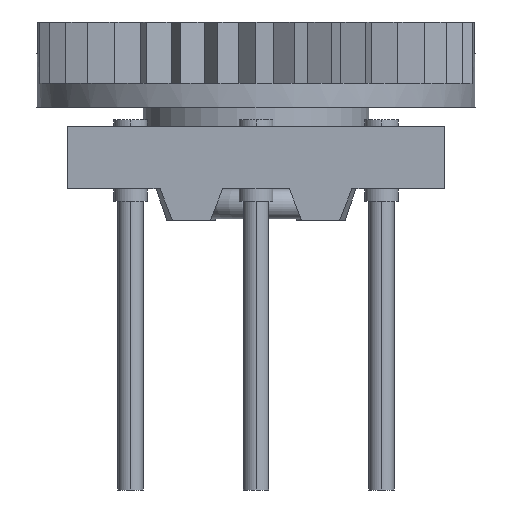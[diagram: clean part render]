
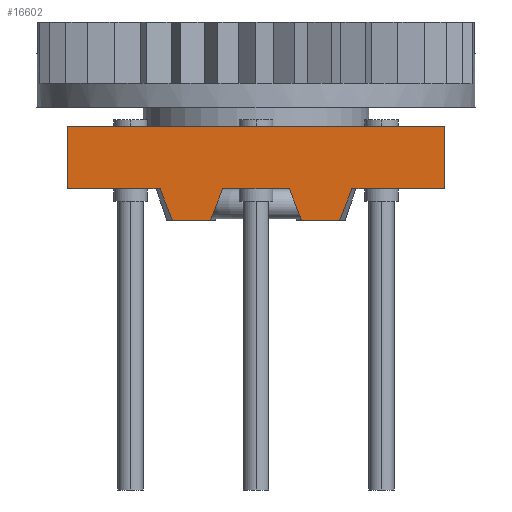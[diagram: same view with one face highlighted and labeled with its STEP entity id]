
A CAD part, front view. The second image highlights one B-rep face of the part: STEP entity #16602.
In plain terms, the highlighted planar face has unit normal (0, -1, 0).
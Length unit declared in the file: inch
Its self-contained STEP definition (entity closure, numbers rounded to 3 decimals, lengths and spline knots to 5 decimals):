
#4765=DIRECTION('',(1.,0.,0.));
#4766=VECTOR('',#4765,0.3);
#4767=CARTESIAN_POINT('',(-0.15,-0.2,0.11));
#4768=LINE('',#4767,#4766);
#5191=DIRECTION('',(1.,0.,0.));
#5192=VECTOR('',#5191,0.0735);
#5193=CARTESIAN_POINT('',(-0.15,-0.2,0.06));
#5194=LINE('',#5193,#5192);
#5220=DIRECTION('',(1.,0.,0.));
#5221=VECTOR('',#5220,0.053);
#5222=CARTESIAN_POINT('',(-0.0265,-0.2,0.06));
#5223=LINE('',#5222,#5221);
#5249=DIRECTION('',(1.,0.,0.));
#5250=VECTOR('',#5249,0.0735);
#5251=CARTESIAN_POINT('',(0.0765,-0.2,0.06));
#5252=LINE('',#5251,#5250);
#5348=DIRECTION('',(0.,0.,1.));
#5349=VECTOR('',#5348,0.05);
#5350=CARTESIAN_POINT('',(0.15,-0.2,0.06));
#5351=LINE('',#5350,#5349);
#5355=DIRECTION('',(0.371,0.,-0.928));
#5356=VECTOR('',#5355,0.02693);
#5357=CARTESIAN_POINT('',(-0.0765,-0.2,0.06));
#5358=LINE('',#5357,#5356);
#5362=DIRECTION('',(0.,0.,1.));
#5363=VECTOR('',#5362,0.05);
#5364=CARTESIAN_POINT('',(-0.15,-0.2,0.06));
#5365=LINE('',#5364,#5363);
#5369=DIRECTION('',(-0.371,0.,-0.928));
#5370=VECTOR('',#5369,0.02693);
#5371=CARTESIAN_POINT('',(0.0765,-0.2,0.06));
#5372=LINE('',#5371,#5370);
#5376=DIRECTION('',(-0.371,0.,-0.928));
#5377=VECTOR('',#5376,0.02693);
#5378=CARTESIAN_POINT('',(-0.0265,-0.2,0.06));
#5379=LINE('',#5378,#5377);
#5397=DIRECTION('',(1.,0.,0.));
#5398=VECTOR('',#5397,0.03);
#5399=CARTESIAN_POINT('',(-0.0665,-0.2,0.035));
#5400=LINE('',#5399,#5398);
#5440=DIRECTION('',(0.371,0.,-0.928));
#5441=VECTOR('',#5440,0.02693);
#5442=CARTESIAN_POINT('',(0.0265,-0.2,0.06));
#5443=LINE('',#5442,#5441);
#5447=DIRECTION('',(-1.,0.,0.));
#5448=VECTOR('',#5447,0.03);
#5449=CARTESIAN_POINT('',(0.0665,-0.2,0.035));
#5450=LINE('',#5449,#5448);
#13290=CARTESIAN_POINT('',(-0.15,-0.2,0.06));
#13292=VERTEX_POINT('',#13290);
#13293=CARTESIAN_POINT('',(0.15,-0.2,0.06));
#13295=VERTEX_POINT('',#13293);
#13298=CARTESIAN_POINT('',(-0.15,-0.2,0.11));
#13300=VERTEX_POINT('',#13298);
#13301=CARTESIAN_POINT('',(0.15,-0.2,0.11));
#13302=VERTEX_POINT('',#13301);
#13305=CARTESIAN_POINT('',(0.0665,-0.2,0.035));
#13306=CARTESIAN_POINT('',(0.0365,-0.2,0.035));
#13307=VERTEX_POINT('',#13305);
#13308=VERTEX_POINT('',#13306);
#13313=CARTESIAN_POINT('',(0.0265,-0.2,0.06));
#13315=VERTEX_POINT('',#13313);
#13319=CARTESIAN_POINT('',(0.0765,-0.2,0.06));
#13320=VERTEX_POINT('',#13319);
#13321=CARTESIAN_POINT('',(-0.0665,-0.2,0.035));
#13322=CARTESIAN_POINT('',(-0.0365,-0.2,0.035));
#13323=VERTEX_POINT('',#13321);
#13324=VERTEX_POINT('',#13322);
#13329=CARTESIAN_POINT('',(-0.0265,-0.2,0.06));
#13331=VERTEX_POINT('',#13329);
#13335=CARTESIAN_POINT('',(-0.0765,-0.2,0.06));
#13336=VERTEX_POINT('',#13335);
#16577=CARTESIAN_POINT('',(-0.15,-0.2,0.06));
#16578=DIRECTION('',(0.,-1.,0.));
#16579=DIRECTION('',(1.,0.,0.));
#16580=AXIS2_PLACEMENT_3D('',#16577,#16578,#16579);
#16581=PLANE('',#16580);
#16582=ORIENTED_EDGE('',*,*,#16499,.F.);
#16584=ORIENTED_EDGE('',*,*,#16583,.T.);
#16586=ORIENTED_EDGE('',*,*,#16585,.F.);
#16588=ORIENTED_EDGE('',*,*,#16587,.F.);
#16589=ORIENTED_EDGE('',*,*,#16491,.F.);
#16590=ORIENTED_EDGE('',*,*,#16459,.T.);
#16591=ORIENTED_EDGE('',*,*,#16201,.T.);
#16592=ORIENTED_EDGE('',*,*,#16570,.F.);
#16593=ORIENTED_EDGE('',*,*,#16507,.F.);
#16595=ORIENTED_EDGE('',*,*,#16594,.T.);
#16597=ORIENTED_EDGE('',*,*,#16596,.T.);
#16599=ORIENTED_EDGE('',*,*,#16598,.F.);
#16600=EDGE_LOOP('',(#16582,#16584,#16586,#16588,#16589,#16590,#16591,#16592,
#16593,#16595,#16597,#16599));
#16601=FACE_OUTER_BOUND('',#16600,.F.);
#16201=EDGE_CURVE('',#13300,#13302,#4768,.T.);
#16459=EDGE_CURVE('',#13292,#13300,#5365,.T.);
#16491=EDGE_CURVE('',#13292,#13336,#5194,.T.);
#16499=EDGE_CURVE('',#13331,#13315,#5223,.T.);
#16507=EDGE_CURVE('',#13320,#13295,#5252,.T.);
#16570=EDGE_CURVE('',#13295,#13302,#5351,.T.);
#16583=EDGE_CURVE('',#13331,#13324,#5379,.T.);
#16585=EDGE_CURVE('',#13323,#13324,#5400,.T.);
#16587=EDGE_CURVE('',#13336,#13323,#5358,.T.);
#16594=EDGE_CURVE('',#13320,#13307,#5372,.T.);
#16596=EDGE_CURVE('',#13307,#13308,#5450,.T.);
#16598=EDGE_CURVE('',#13315,#13308,#5443,.T.);
#16602=ADVANCED_FACE('',(#16601),#16581,.T.);
